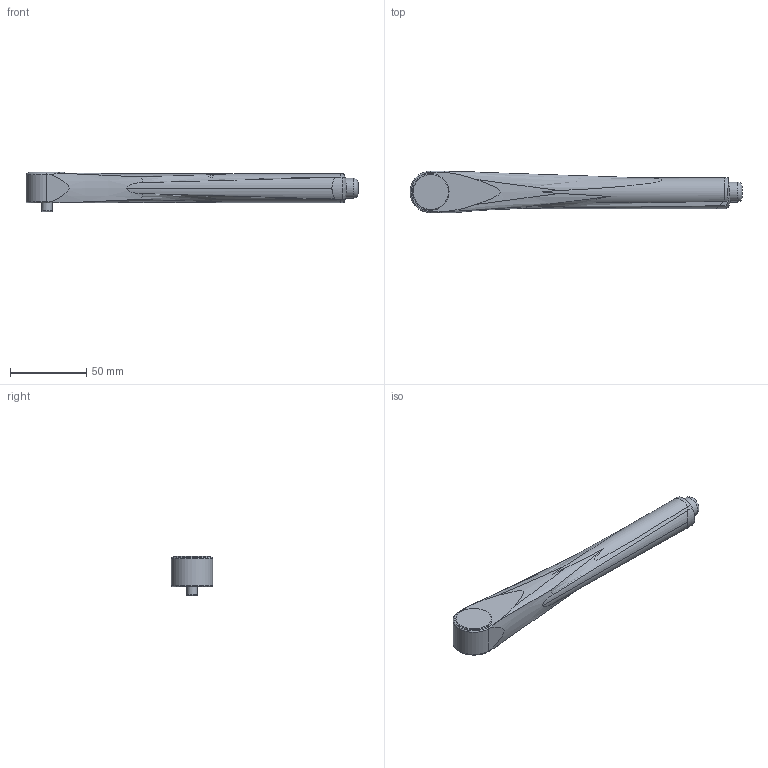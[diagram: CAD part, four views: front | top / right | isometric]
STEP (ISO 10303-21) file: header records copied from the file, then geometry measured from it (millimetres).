
FILE_DESCRIPTION(/* description */ (''),/* implementation_level */ '2;1');
FILE_NAME(/* name */ 'Planetary telescopic v20 v1 v9.step',/* time_stamp */ '2023-08-12T08:08:01-06:00',/* author */ (''),/* organization */ (''),/* preprocessor_version */ 'ST-DEVELOPER v20',/* originating_system */ 'Autodesk Translation Framework v12.9.0.99',/* authorisation */ '');
FILE_SCHEMA (('AUTOMOTIVE_DESIGN { 1 0 10303 214 3 1 1 }'));
Length unit declared in the file: millimetre
Products named in the file (5): (Unsaved); Main body; gearbox assemble;  Tube body assemble; clothespin carrier
Assembly tree (4 placements, depth 2):
  (Unsaved)
    Main body
    gearbox assemble
     Tube body assemble
    clothespin carrier
Bounding box: 218.39 x 27.39 x 25.78 mm (x, y, z)
Volume: 46155.5 mm3; surface area: 60225.2 mm2
Topology: 36 solids, 36 shells, 2276 faces, 6257 edges, 3984 vertices
Faces by surface type: cylinder 1022, bspline 456, plane 436, torus 214, cone 136, sphere 12
Full cylindrical faces by diameter (mm): 0.8 x1, 0.821 x1, 0.822 x1, 1 x2, 1.02 x1, 1.059 x5, 1.064 x2, 1.097 x1, 1.123 x2, 1.125 x2, 1.168 x2, 1.2 x5, 1.24 x1, 1.3 x1, 1.4 x2, 1.875 x3, 1.893 x3, 2.214 x1, 2.227 x1, 2.249 x25, 2.271 x2, 2.343 x1, 2.5 x1, 3 x1, 3.187 x1, 3.4 x2, 3.48 x1, 4.218 x1, 4.259 x1, 4.405 x1
Entity records: 133970 total; most frequent: CARTESIAN_POINT 77399, ORIENTED_EDGE 12330, DIRECTION 11610, EDGE_CURVE 6165, AXIS2_PLACEMENT_3D 4757, VERTEX_POINT 3983, CIRCLE 2697, EDGE_LOOP 2378
